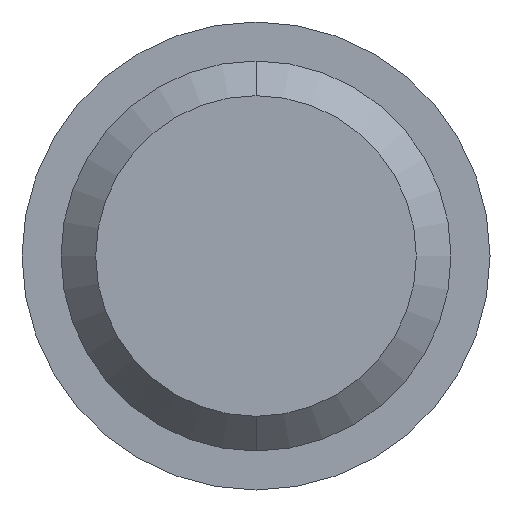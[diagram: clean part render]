
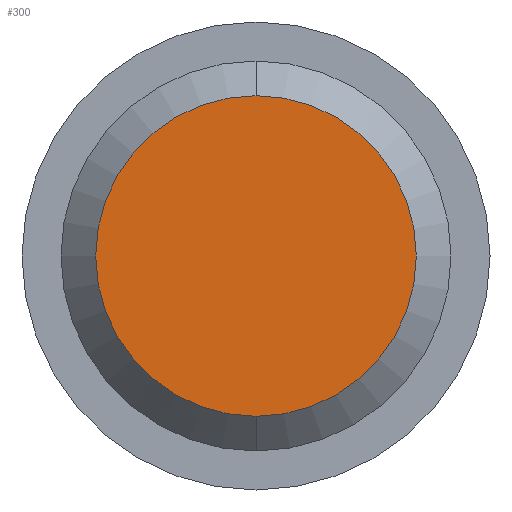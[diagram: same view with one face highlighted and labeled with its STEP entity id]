
A CAD part, front view. The second image highlights one B-rep face of the part: STEP entity #300.
In plain terms, the highlighted planar face has unit normal (0, -1, 0).
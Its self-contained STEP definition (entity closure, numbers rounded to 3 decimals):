
#6 = DIRECTION ( 'NONE',  ( 0., 0., 1. ) ) ;
#55 = CARTESIAN_POINT ( 'NONE',  ( 0., 7., 0. ) ) ;
#76 = DIRECTION ( 'NONE',  ( 0., -1., 0. ) ) ;
#106 = EDGE_CURVE ( 'NONE', #171, #290, #576, .T. ) ;
#113 = CARTESIAN_POINT ( 'NONE',  ( 0., 7., 0. ) ) ;
#125 = CIRCLE ( 'NONE', #271, 2.055 ) ;
#171 = VERTEX_POINT ( 'NONE', #383 ) ;
#174 = PLANE ( 'NONE',  #344 ) ;
#178 = CARTESIAN_POINT ( 'NONE',  ( -15., 7., 0. ) ) ;
#266 = CARTESIAN_POINT ( 'NONE',  ( 0., 7., 2.055 ) ) ;
#271 = AXIS2_PLACEMENT_3D ( 'NONE', #55, #301, #6 ) ;
#290 = VERTEX_POINT ( 'NONE', #266 ) ;
#300 = ADVANCED_FACE ( 'NONE', ( #507 ), #174, .T. ) ;
#301 = DIRECTION ( 'NONE',  ( 0., 1., 0. ) ) ;
#304 = DIRECTION ( 'NONE',  ( 0., 1., 0. ) ) ;
#344 = AXIS2_PLACEMENT_3D ( 'NONE', #178, #76, #588 ) ;
#383 = CARTESIAN_POINT ( 'NONE',  ( 0., 7., -2.055 ) ) ;
#416 = EDGE_LOOP ( 'NONE', ( #496, #595 ) ) ;
#433 = AXIS2_PLACEMENT_3D ( 'NONE', #113, #304, #587 ) ;
#496 = ORIENTED_EDGE ( 'NONE', *, *, #599, .F. ) ;
#507 = FACE_OUTER_BOUND ( 'NONE', #416, .T. ) ;
#576 = CIRCLE ( 'NONE', #433, 2.055 ) ;
#587 = DIRECTION ( 'NONE',  ( 0., 0., 1. ) ) ;
#588 = DIRECTION ( 'NONE',  ( 0., 0., -1. ) ) ;
#595 = ORIENTED_EDGE ( 'NONE', *, *, #106, .F. ) ;
#599 = EDGE_CURVE ( 'NONE', #290, #171, #125, .T. ) ;
